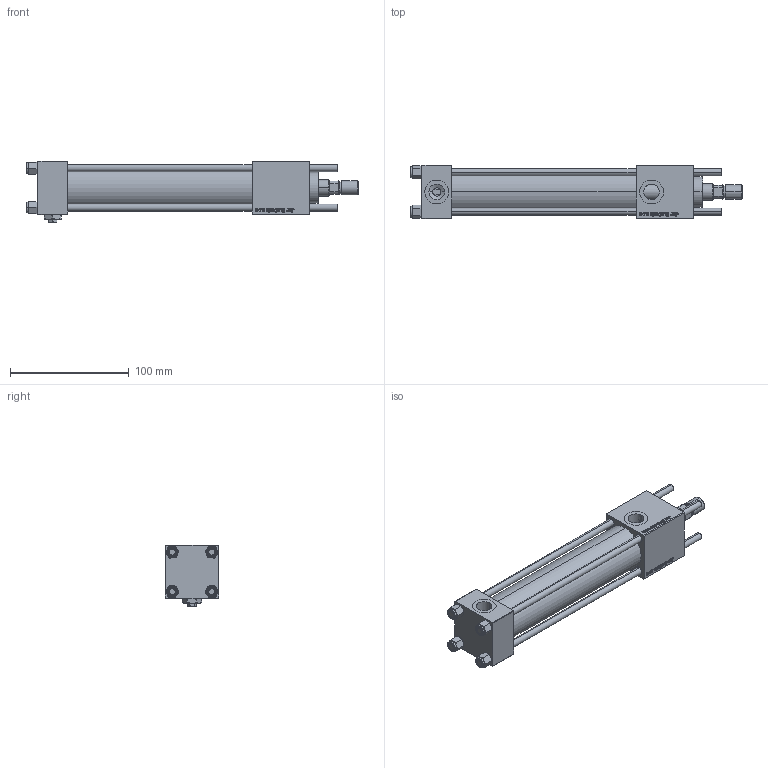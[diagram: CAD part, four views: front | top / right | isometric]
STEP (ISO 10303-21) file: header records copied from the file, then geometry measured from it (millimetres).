
FILE_DESCRIPTION (( 'STEP AP203' ), '1' );
FILE_NAME ('44ac.STEP', '2022-04-15T10:51:34', ( '' ), ( '' ), 'SwSTEP 2.0', 'SolidWorks 2019', '' );
FILE_SCHEMA (( 'CONFIG_CONTROL_DESIGN' ));
Length unit declared in the file: millimetre
Products named in the file (8): V215CR_B-1 47011527ff3e2dcd29b524c7232ac0a2; Zatka_pro_OIL_PORT 47011527ff3e2dcd29b524c7232ac0a2; V215_VC_A 47011527ff3e2dcd29b524c7232ac0a2; 44ac; V215CR_B_TYCINKA 47011527ff3e2dcd29b524c7232ac0a2; ROD_END_AH 47011527ff3e2dcd29b524c7232ac0a2; NUT_M5_B 47011527ff3e2dcd29b524c7232ac0a2; V215CR_VCP_B 47011527ff3e2dcd29b524c7232ac0a2
Assembly tree (13 placements, depth 2):
  44ac
    V215CR_B-1 47011527ff3e2dcd29b524c7232ac0a2
    V215CR_VCP_B 47011527ff3e2dcd29b524c7232ac0a2
    NUT_M5_B 47011527ff3e2dcd29b524c7232ac0a2  x4
    V215CR_B_TYCINKA 47011527ff3e2dcd29b524c7232ac0a2  x4
    V215_VC_A 47011527ff3e2dcd29b524c7232ac0a2
    ROD_END_AH 47011527ff3e2dcd29b524c7232ac0a2
    Zatka_pro_OIL_PORT 47011527ff3e2dcd29b524c7232ac0a2
Bounding box: 279 x 45 x 52 mm (x, y, z)
Volume: 261795.5 mm3; surface area: 110329.9 mm2
Topology: 13 solids, 13 shells, 1228 faces, 3096 edges, 2001 vertices
Faces by surface type: bspline 504, plane 460, cone 162, cylinder 92, torus 10
Entity records: 59172 total; most frequent: CARTESIAN_POINT 34660, ORIENTED_EDGE 5684, DIRECTION 3234, EDGE_CURVE 2842, VERTEX_POINT 1857, VECTOR 1500, LINE 1500, EDGE_LOOP 1237
